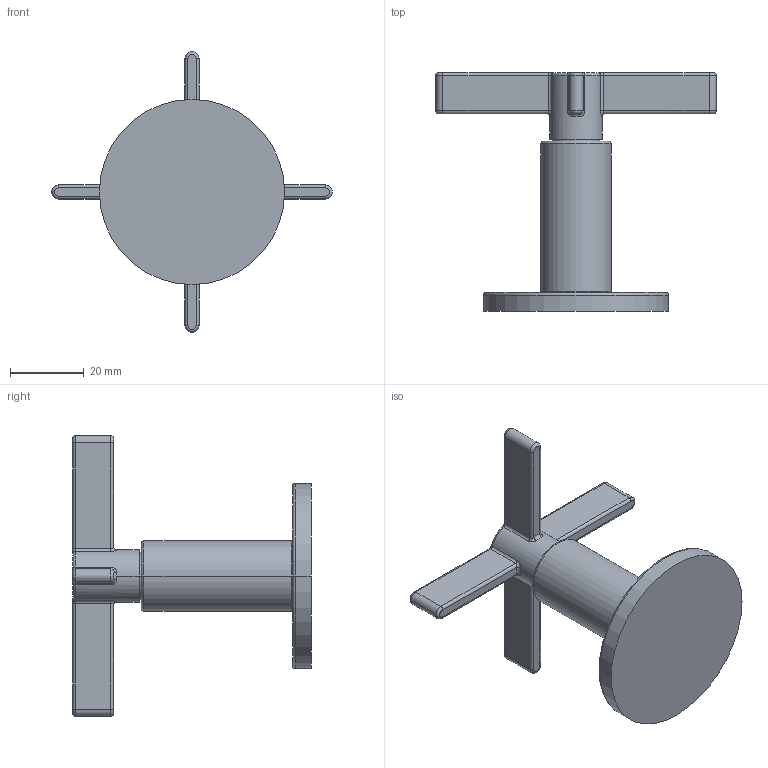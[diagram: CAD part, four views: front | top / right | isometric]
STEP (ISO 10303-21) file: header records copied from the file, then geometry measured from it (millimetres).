
FILE_DESCRIPTION((''),'2;1');
FILE_NAME('3-722_SW0001','2021-12-30T15:29:59',('gbazan'),(''),'CREO PARAMETRIC BY PTC INC, 2018400','CREO PARAMETRIC BY PTC INC, 2018400','');
FILE_SCHEMA(('CONFIG_CONTROL_DESIGN'));
Length unit declared in the file: inch
Products named in the file (1): 3-722_SW0001
Bounding box: 76.2 x 64.8 x 76.2 mm (x, y, z)
Volume: 29865 mm3; surface area: 11636.2 mm2
Topology: 1 solids, 1 shells, 98 faces, 218 edges, 128 vertices
Faces by surface type: cylinder 42, torus 28, plane 20, bspline 8
Entity records: 3394 total; most frequent: CARTESIAN_POINT 1156, DIRECTION 506, ORIENTED_EDGE 436, AXIS2_PLACEMENT_3D 218, EDGE_CURVE 218, VERTEX_POINT 128, CIRCLE 128, EDGE_LOOP 104
